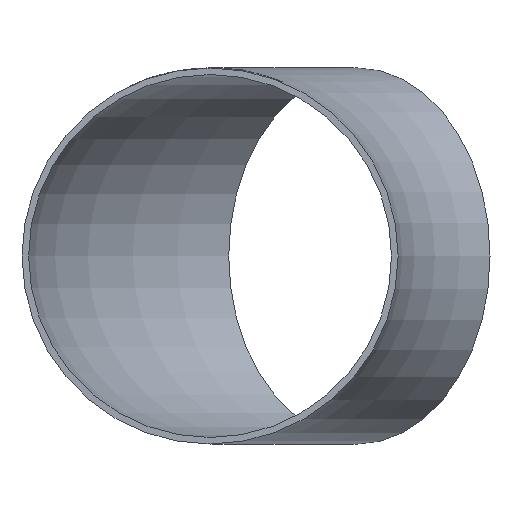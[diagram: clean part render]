
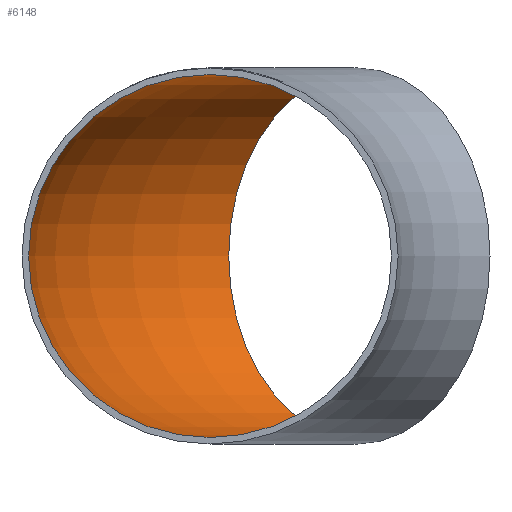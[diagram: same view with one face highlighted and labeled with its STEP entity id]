
A CAD part, front view. The second image highlights one B-rep face of the part: STEP entity #6148.
In plain terms, the highlighted toroidal (fillet/blend) face has major radius 152.5 mm and minor radius 55.15 mm.
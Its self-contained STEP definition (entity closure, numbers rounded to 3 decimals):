
#548 = EDGE_LOOP ( 'NONE', ( #14693 ) ) ;
#2389 = CARTESIAN_POINT ( 'NONE',  ( -152.5, 0., 0. ) ) ;
#3235 = DIRECTION ( 'NONE',  ( 0.707, 0.707, 0. ) ) ;
#3570 = CIRCLE ( 'NONE', #14965, 55.15 ) ;
#3798 = AXIS2_PLACEMENT_3D ( 'NONE', #6248, #3235, #16015 ) ;
#5016 = DIRECTION ( 'NONE',  ( 0., 0., 1. ) ) ;
#5181 = DIRECTION ( 'NONE',  ( 0., 1., 0. ) ) ;
#6148 = ADVANCED_FACE ( 'NONE', ( #10725, #15794 ), #7513, .F. ) ;
#6248 = CARTESIAN_POINT ( 'NONE',  ( -107.834, 107.834, 0. ) ) ;
#6678 = CIRCLE ( 'NONE', #3798, 55.15 ) ;
#7037 = CARTESIAN_POINT ( 'NONE',  ( -152.5, 0., 55.15 ) ) ;
#7314 = DIRECTION ( 'NONE',  ( 0., 0., -1. ) ) ;
#7357 = EDGE_CURVE ( 'NONE', #14765, #14765, #3570, .T. ) ;
#7513 = TOROIDAL_SURFACE ( 'NONE', #13344, 152.5, 55.15 ) ;
#8559 = DIRECTION ( 'NONE',  ( -1., 0., 0. ) ) ;
#8862 = ORIENTED_EDGE ( 'NONE', *, *, #7357, .F. ) ;
#9202 = EDGE_LOOP ( 'NONE', ( #8862 ) ) ;
#9538 = VERTEX_POINT ( 'NONE', #13266 ) ;
#10725 = FACE_OUTER_BOUND ( 'NONE', #548, .T. ) ;
#13266 = CARTESIAN_POINT ( 'NONE',  ( -146.831, 146.831, 0. ) ) ;
#13344 = AXIS2_PLACEMENT_3D ( 'NONE', #16290, #7314, #8559 ) ;
#14348 = EDGE_CURVE ( 'NONE', #9538, #9538, #6678, .T. ) ;
#14693 = ORIENTED_EDGE ( 'NONE', *, *, #14348, .T. ) ;
#14765 = VERTEX_POINT ( 'NONE', #7037 ) ;
#14965 = AXIS2_PLACEMENT_3D ( 'NONE', #2389, #5181, #5016 ) ;
#15794 = FACE_OUTER_BOUND ( 'NONE', #9202, .T. ) ;
#16015 = DIRECTION ( 'NONE',  ( -0.707, 0.707, 0. ) ) ;
#16290 = CARTESIAN_POINT ( 'NONE',  ( 0., 0., 0. ) ) ;
